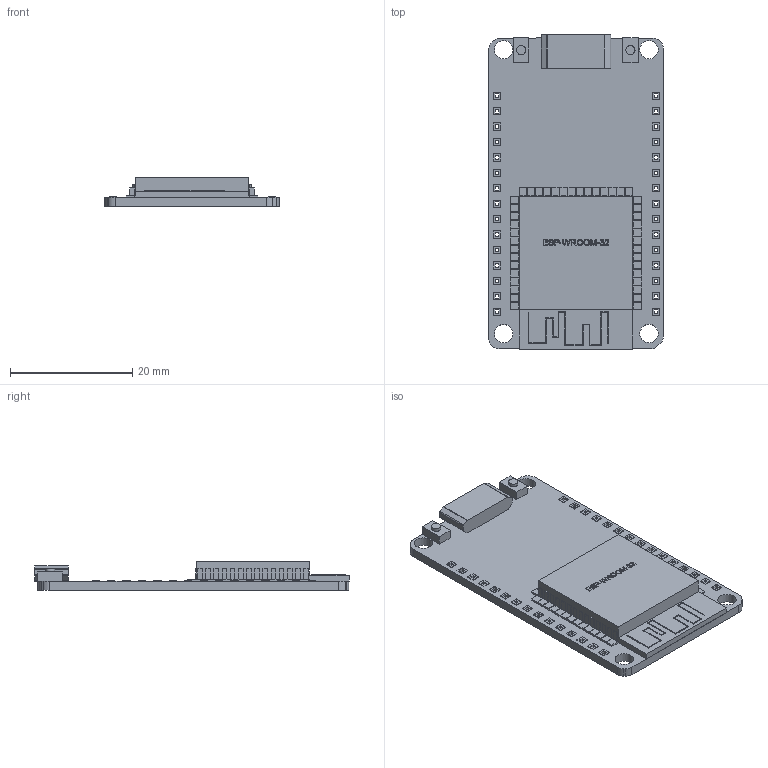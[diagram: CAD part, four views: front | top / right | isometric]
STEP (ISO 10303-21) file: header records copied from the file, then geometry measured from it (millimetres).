
FILE_DESCRIPTION(/* description */ (''),/* implementation_level */ '2;1');
FILE_NAME(/* name */ 'basic_esp32.step',/* time_stamp */ '2023-09-08T17:17:41+03:00',/* author */ (''),/* organization */ (''),/* preprocessor_version */ 'ST-DEVELOPER v20',/* originating_system */ 'Autodesk Translation Framework v12.9.0.99',/* authorisation */ '');
FILE_SCHEMA (('AUTOMOTIVE_DESIGN { 1 0 10303 214 3 1 1 }'));
Length unit declared in the file: millimetre
Products named in the file (5): İsimsiz; pcb; chip (1); en button; boot button
Assembly tree (4 placements, depth 2):
  İsimsiz
    pcb
    chip (1)
    en button
    boot button
Bounding box: 28.5 x 51.39 x 4.69 mm (x, y, z)
Volume: 3430.5 mm3; surface area: 5259.8 mm2
Topology: 89 solids, 89 shells, 1305 faces, 3228 edges, 2152 vertices
Faces by surface type: plane 1129, bspline 154, cylinder 22
Full cylindrical faces by diameter (mm): 1.5 x2, 3 x4
Entity records: 40099 total; most frequent: CARTESIAN_POINT 9605, ORIENTED_EDGE 6456, DIRECTION 5290, EDGE_CURVE 3228, LINE 2876, VECTOR 2876, VERTEX_POINT 2152, EDGE_LOOP 1480
